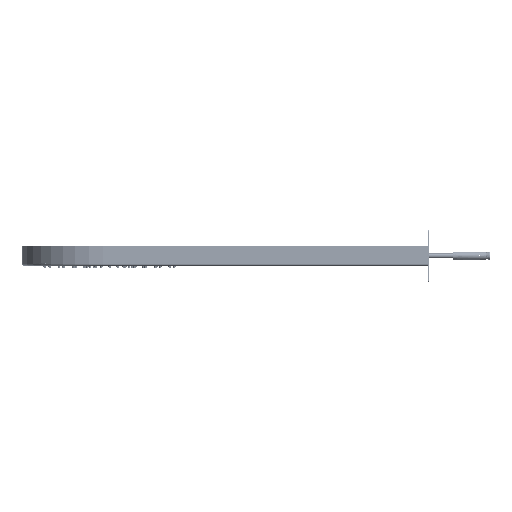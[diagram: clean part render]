
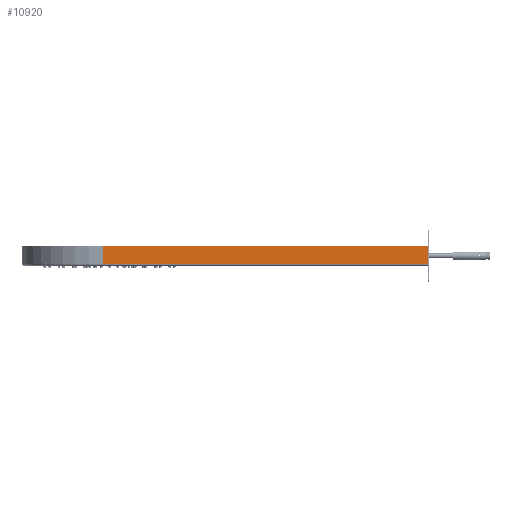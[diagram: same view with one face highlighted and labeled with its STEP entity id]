
A CAD part, left-side view. The second image highlights one B-rep face of the part: STEP entity #10920.
In plain terms, the highlighted planar face has unit normal (-1, 0, 0).
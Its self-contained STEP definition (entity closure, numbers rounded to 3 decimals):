
#10920=ADVANCED_FACE('',(#15433),#15434,.T.);
#15433=FACE_OUTER_BOUND('',#19305,.T.);
#15434=PLANE('',#19306);
#19305=EDGE_LOOP('',(#26514,#26515,#26516,#26517,#26518));
#19306=AXIS2_PLACEMENT_3D('',#26519,#26520,#26521);
#26514=ORIENTED_EDGE('',*,*,#29424,.T.);
#26515=ORIENTED_EDGE('',*,*,#29442,.T.);
#26516=ORIENTED_EDGE('',*,*,#29433,.F.);
#26517=ORIENTED_EDGE('',*,*,#29513,.F.);
#26518=ORIENTED_EDGE('',*,*,#29514,.T.);
#26519=CARTESIAN_POINT('',(-100.0,0.,0.0));
#26520=DIRECTION('',(-1.0,0.,0.0));
#26521=DIRECTION('',(0.,-1.0,0.0));
#29424=EDGE_CURVE('',#33189,#33187,#33190,.T.);
#29433=EDGE_CURVE('',#33204,#33206,#33207,.T.);
#29442=EDGE_CURVE('',#33187,#33206,#33218,.T.);
#29513=EDGE_CURVE('',#33353,#33204,#33354,.T.);
#29514=EDGE_CURVE('',#33353,#33189,#33355,.T.);
#33187=VERTEX_POINT('',#38275);
#33189=VERTEX_POINT('',#38278);
#33190=LINE('',#38279,#38280);
#33204=VERTEX_POINT('',#38298);
#33206=VERTEX_POINT('',#38300);
#33207=LINE('',#38301,#38302);
#33218=CIRCLE('',#38315,0.1);
#33353=VERTEX_POINT('',#38454);
#33354=LINE('',#38455,#38456);
#33355=LINE('',#38457,#38458);
#38275=CARTESIAN_POINT('',(-100.0,-200.0,23.9));
#38278=CARTESIAN_POINT('',(-100.0,-200.0,2.0));
#38279=CARTESIAN_POINT('',(-100.0,-200.0,0.0));
#38280=VECTOR('',#41716,1.0);
#38298=CARTESIAN_POINT('',(-100.0,200.0,24.0));
#38300=CARTESIAN_POINT('',(-100.0,-199.9,24.0));
#38301=CARTESIAN_POINT('',(-100.0,0.,24.0));
#38302=VECTOR('',#41730,1.0);
#38315=AXIS2_PLACEMENT_3D('',#41745,#41746,#41747);
#38454=CARTESIAN_POINT('',(-100.0,200.0,2.0));
#38455=CARTESIAN_POINT('',(-100.0,200.0,0.0));
#38456=VECTOR('',#41938,1.0);
#38457=CARTESIAN_POINT('',(-100.0,-200.0,2.0));
#38458=VECTOR('',#41939,1.0);
#41716=DIRECTION('',(0.0,0.0,1.0));
#41730=DIRECTION('',(0.,-1.0,0.0));
#41745=CARTESIAN_POINT('',(-100.0,-199.9,23.9));
#41746=DIRECTION('',(-1.0,0.,0.0));
#41747=DIRECTION('',(0.,-1.0,0.0));
#41938=DIRECTION('',(0.0,0.0,1.0));
#41939=DIRECTION('',(0.,-1.0,0.0));
